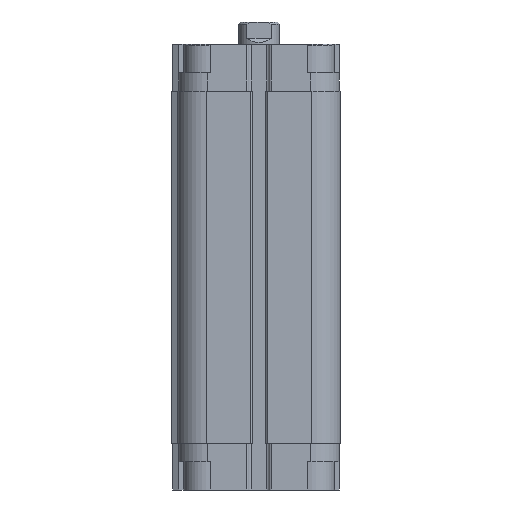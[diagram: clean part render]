
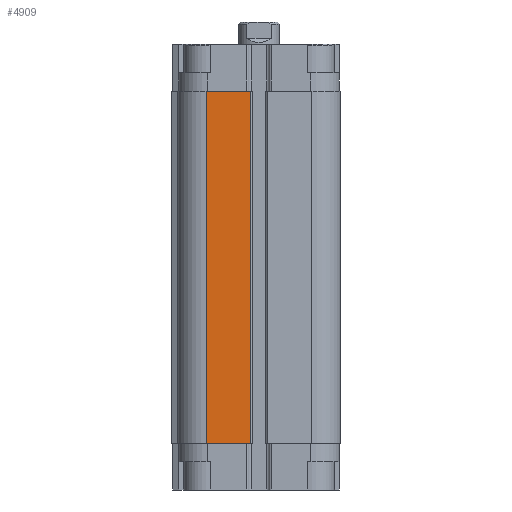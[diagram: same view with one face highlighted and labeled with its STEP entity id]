
A CAD part, left-side view. The second image highlights one B-rep face of the part: STEP entity #4909.
In plain terms, the highlighted planar face has unit normal (-1, 0, 0).
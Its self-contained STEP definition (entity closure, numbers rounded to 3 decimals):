
#443=FACE_OUTER_BOUND('',#781,.T.);
#781=EDGE_LOOP('',(#4081,#4082,#4083,#4084));
#1648=LINE('',#8141,#2012);
#1663=LINE('',#8205,#2027);
#1693=LINE('',#8291,#2057);
#1694=LINE('',#8293,#2058);
#2012=VECTOR('',#6491,10.9);
#2027=VECTOR('',#6544,10.9);
#2057=VECTOR('',#6632,86.5);
#2058=VECTOR('',#6635,86.5);
#2419=VERTEX_POINT('',#8138);
#2420=VERTEX_POINT('',#8140);
#2449=VERTEX_POINT('',#8202);
#2450=VERTEX_POINT('',#8204);
#3010=EDGE_CURVE('',#2419,#2420,#1648,.T.);
#3042=EDGE_CURVE('',#2450,#2449,#1663,.T.);
#3086=EDGE_CURVE('',#2420,#2449,#1693,.T.);
#3087=EDGE_CURVE('',#2419,#2450,#1694,.T.);
#4081=ORIENTED_EDGE('',*,*,#3042,.T.);
#4082=ORIENTED_EDGE('',*,*,#3086,.F.);
#4083=ORIENTED_EDGE('',*,*,#3010,.F.);
#4084=ORIENTED_EDGE('',*,*,#3087,.T.);
#4697=PLANE('',#5407);
#4909=ADVANCED_FACE('',(#443),#4697,.F.);
#5407=AXIS2_PLACEMENT_3D('',#8292,#6633,#6634);
#6491=DIRECTION('',(0.,-1.,0.));
#6544=DIRECTION('',(0.,-1.,0.));
#6632=DIRECTION('',(0.,0.,-1.));
#6633=DIRECTION('center_axis',(1.,0.,0.));
#6634=DIRECTION('ref_axis',(0.,0.,-1.));
#6635=DIRECTION('',(0.,0.,-1.));
#8138=CARTESIAN_POINT('',(-20.,13.,91.));
#8140=CARTESIAN_POINT('',(-20.,2.1,91.));
#8141=CARTESIAN_POINT('',(-20.,13.,91.));
#8202=CARTESIAN_POINT('',(-20.,2.1,4.5));
#8204=CARTESIAN_POINT('',(-20.,13.,4.5));
#8205=CARTESIAN_POINT('',(-20.,13.,4.5));
#8291=CARTESIAN_POINT('',(-20.,2.1,91.));
#8292=CARTESIAN_POINT('Origin',(-20.,13.,91.));
#8293=CARTESIAN_POINT('',(-20.,13.,91.));
